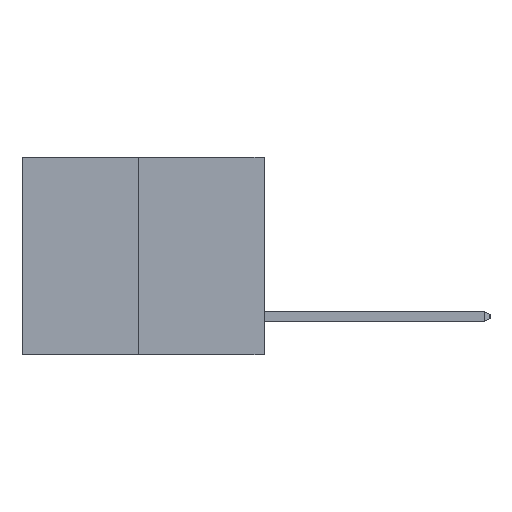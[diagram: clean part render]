
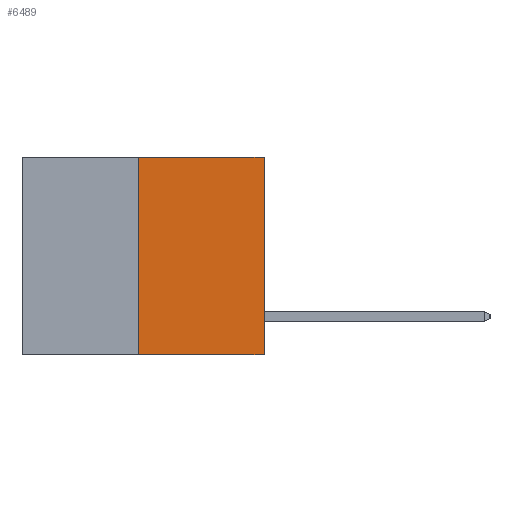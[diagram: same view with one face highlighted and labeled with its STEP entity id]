
A CAD part, left-side view. The second image highlights one B-rep face of the part: STEP entity #6489.
In plain terms, the highlighted planar face has unit normal (-1, 0, 0).
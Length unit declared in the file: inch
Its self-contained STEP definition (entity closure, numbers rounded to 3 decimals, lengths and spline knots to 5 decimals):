
#54 = DIRECTION ( 'NONE',  ( 0., -1., 0. ) ) ;
#150 = DIRECTION ( 'NONE',  ( 0., 0., 1. ) ) ;
#528 = ORIENTED_EDGE ( 'NONE', *, *, #1631, .T. ) ;
#1538 = DIRECTION ( 'NONE',  ( 0., 0., 1. ) ) ;
#1631 = EDGE_CURVE ( 'NONE', #7313, #3417, #3430, .T. ) ;
#2018 = EDGE_CURVE ( 'NONE', #12936, #7313, #8777, .T. ) ;
#2030 = FACE_OUTER_BOUND ( 'NONE', #6869, .T. ) ;
#2305 = LINE ( 'NONE', #8689, #3377 ) ;
#3377 = VECTOR ( 'NONE', #5280, 39.37008 ) ;
#3417 = VERTEX_POINT ( 'NONE', #14414 ) ;
#3430 = LINE ( 'NONE', #10547, #13482 ) ;
#3476 = DIRECTION ( 'NONE',  ( 0., 0., -1. ) ) ;
#3512 = PLANE ( 'NONE',  #9917 ) ;
#3571 = VERTEX_POINT ( 'NONE', #12396 ) ;
#4647 = ORIENTED_EDGE ( 'NONE', *, *, #2018, .T. ) ;
#5234 = CARTESIAN_POINT ( 'NONE',  ( 0., 0.312, -0.49 ) ) ;
#5280 = DIRECTION ( 'NONE',  ( 0., -1., 0. ) ) ;
#6470 = ORIENTED_EDGE ( 'NONE', *, *, #14388, .F. ) ;
#6489 = ADVANCED_FACE ( 'NONE', ( #2030 ), #3512, .F. ) ;
#6869 = EDGE_LOOP ( 'NONE', ( #6470, #4647, #528, #10745 ) ) ;
#7313 = VERTEX_POINT ( 'NONE', #14356 ) ;
#8689 = CARTESIAN_POINT ( 'NONE',  ( 0., 0.6, 0. ) ) ;
#8777 = LINE ( 'NONE', #13813, #10035 ) ;
#9151 = DIRECTION ( 'NONE',  ( 1., 0., 0. ) ) ;
#9917 = AXIS2_PLACEMENT_3D ( 'NONE', #11352, #9151, #3476 ) ;
#10035 = VECTOR ( 'NONE', #54, 39.37008 ) ;
#10547 = CARTESIAN_POINT ( 'NONE',  ( 0., 0., 0. ) ) ;
#10745 = ORIENTED_EDGE ( 'NONE', *, *, #12281, .F. ) ;
#10826 = LINE ( 'NONE', #11748, #14248 ) ;
#11352 = CARTESIAN_POINT ( 'NONE',  ( 0., 0.6, 0. ) ) ;
#11748 = CARTESIAN_POINT ( 'NONE',  ( 0., 0.312, -0.49 ) ) ;
#12281 = EDGE_CURVE ( 'NONE', #3571, #3417, #2305, .T. ) ;
#12396 = CARTESIAN_POINT ( 'NONE',  ( 0., 0.312, 0. ) ) ;
#12936 = VERTEX_POINT ( 'NONE', #5234 ) ;
#13482 = VECTOR ( 'NONE', #150, 39.37008 ) ;
#13813 = CARTESIAN_POINT ( 'NONE',  ( 0., 0.6, -0.49 ) ) ;
#14248 = VECTOR ( 'NONE', #1538, 39.37008 ) ;
#14356 = CARTESIAN_POINT ( 'NONE',  ( 0., 0., -0.49 ) ) ;
#14388 = EDGE_CURVE ( 'NONE', #12936, #3571, #10826, .T. ) ;
#14414 = CARTESIAN_POINT ( 'NONE',  ( 0., 0., 0. ) ) ;
